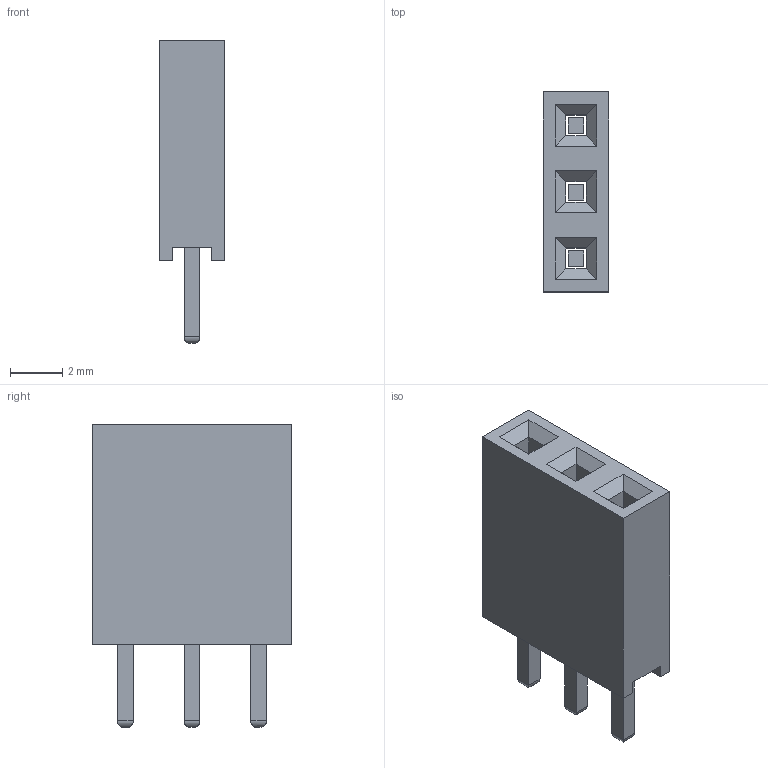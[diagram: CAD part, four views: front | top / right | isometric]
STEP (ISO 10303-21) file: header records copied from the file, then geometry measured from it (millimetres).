
FILE_DESCRIPTION (( 'STEP AP214' ), '1' );
FILE_NAME ('6BB7BD15-CCA1-4DAA-B16F-95E2EEC1C182.STEP', '2022-11-09T14:12:49', ( '' ), ( '' ), 'SwSTEP 2.0', 'SolidWorks 2022', '' );
FILE_SCHEMA (( 'AUTOMOTIVE_DESIGN' ));
Length unit declared in the file: millimetre
Products named in the file (1): 6BB7BD15-CCA1-4DAA-B16F-95E2EEC1C182
Bounding box: 2.5 x 7.62 x 11.55 mm (x, y, z)
Volume: 142.6 mm3; surface area: 316.3 mm2
Topology: 4 solids, 4 shells, 64 faces, 144 edges, 88 vertices
Faces by surface type: plane 52, cylinder 12
Entity records: 1789 total; most frequent: CARTESIAN_POINT 333, ORIENTED_EDGE 288, DIRECTION 262, EDGE_CURVE 144, VECTOR 132, LINE 132, VERTEX_POINT 88, EDGE_LOOP 70
